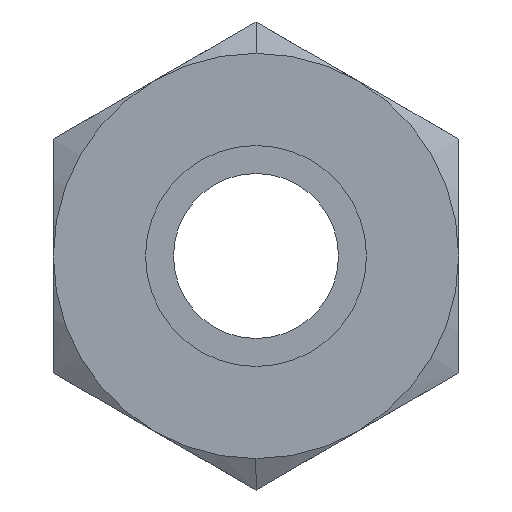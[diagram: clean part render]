
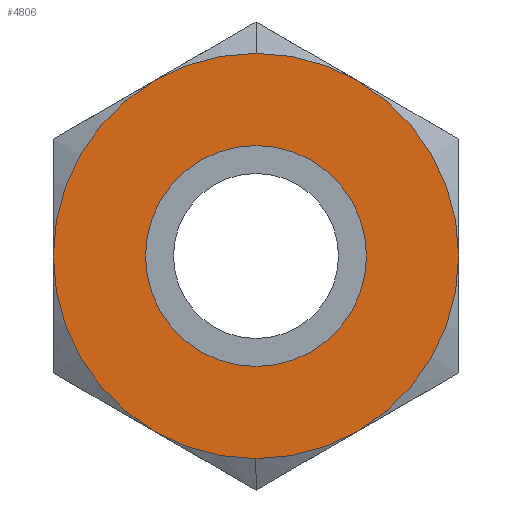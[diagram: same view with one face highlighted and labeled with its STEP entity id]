
A CAD part, left-side view. The second image highlights one B-rep face of the part: STEP entity #4806.
In plain terms, the highlighted planar face has unit normal (-1, 0, 0).
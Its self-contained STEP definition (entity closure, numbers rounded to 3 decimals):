
#4 = FACE_OUTER_BOUND ( 'NONE', #6095, .T. ) ;
#248 = CARTESIAN_POINT ( 'NONE',  ( 0., 0., 8.73 ) ) ;
#405 = EDGE_CURVE ( 'NONE', #603, #6398, #931, .T. ) ;
#508 = AXIS2_PLACEMENT_3D ( 'NONE', #4565, #4002, #1759 ) ;
#543 = DIRECTION ( 'NONE',  ( -1., 0., 0. ) ) ;
#603 = VERTEX_POINT ( 'NONE', #2510 ) ;
#830 = EDGE_CURVE ( 'NONE', #6398, #603, #3063, .T. ) ;
#931 = CIRCLE ( 'NONE', #2487, 8.73 ) ;
#1129 = AXIS2_PLACEMENT_3D ( 'NONE', #2043, #7222, #4931 ) ;
#1351 = DIRECTION ( 'NONE',  ( 0., 0., -1. ) ) ;
#1366 = DIRECTION ( 'NONE',  ( 1., 0., 0. ) ) ;
#1580 = EDGE_LOOP ( 'NONE', ( #3796, #6470 ) ) ;
#1759 = DIRECTION ( 'NONE',  ( 0., 0., 1. ) ) ;
#1971 = DIRECTION ( 'NONE',  ( 0., 0., -1. ) ) ;
#2001 = DIRECTION ( 'NONE',  ( 1., 0., 0. ) ) ;
#2043 = CARTESIAN_POINT ( 'NONE',  ( 0., 0., 0. ) ) ;
#2312 = CARTESIAN_POINT ( 'NONE',  ( 0., 0., 4.365 ) ) ;
#2352 = PLANE ( 'NONE',  #3645 ) ;
#2487 = AXIS2_PLACEMENT_3D ( 'NONE', #4199, #2001, #1351 ) ;
#2510 = CARTESIAN_POINT ( 'NONE',  ( 0., 0., -8.73 ) ) ;
#2620 = EDGE_CURVE ( 'NONE', #7308, #6863, #6793, .T. ) ;
#2917 = DIRECTION ( 'NONE',  ( 0., 0., 1. ) ) ;
#2926 = AXIS2_PLACEMENT_3D ( 'NONE', #6535, #1366, #1971 ) ;
#3063 = CIRCLE ( 'NONE', #1129, 8.73 ) ;
#3645 = AXIS2_PLACEMENT_3D ( 'NONE', #2312, #543, #2917 ) ;
#3759 = CIRCLE ( 'NONE', #508, 4.76 ) ;
#3796 = ORIENTED_EDGE ( 'NONE', *, *, #2620, .T. ) ;
#3996 = FACE_BOUND ( 'NONE', #1580, .T. ) ;
#4002 = DIRECTION ( 'NONE',  ( 1., 0., 0. ) ) ;
#4074 = CARTESIAN_POINT ( 'NONE',  ( 0., 0., -4.76 ) ) ;
#4199 = CARTESIAN_POINT ( 'NONE',  ( 0., 0., 0. ) ) ;
#4564 = EDGE_CURVE ( 'NONE', #6863, #7308, #3759, .T. ) ;
#4565 = CARTESIAN_POINT ( 'NONE',  ( 0., 0., 0. ) ) ;
#4806 = ADVANCED_FACE ( 'NONE', ( #3996, #4 ), #2352, .T. ) ;
#4931 = DIRECTION ( 'NONE',  ( 0., 0., 1. ) ) ;
#6095 = EDGE_LOOP ( 'NONE', ( #7125, #7276 ) ) ;
#6398 = VERTEX_POINT ( 'NONE', #248 ) ;
#6470 = ORIENTED_EDGE ( 'NONE', *, *, #4564, .T. ) ;
#6535 = CARTESIAN_POINT ( 'NONE',  ( 0., 0., 0. ) ) ;
#6793 = CIRCLE ( 'NONE', #2926, 4.76 ) ;
#6835 = CARTESIAN_POINT ( 'NONE',  ( 0., 0., 4.76 ) ) ;
#6863 = VERTEX_POINT ( 'NONE', #6835 ) ;
#7125 = ORIENTED_EDGE ( 'NONE', *, *, #830, .F. ) ;
#7222 = DIRECTION ( 'NONE',  ( 1., 0., 0. ) ) ;
#7276 = ORIENTED_EDGE ( 'NONE', *, *, #405, .F. ) ;
#7308 = VERTEX_POINT ( 'NONE', #4074 ) ;
